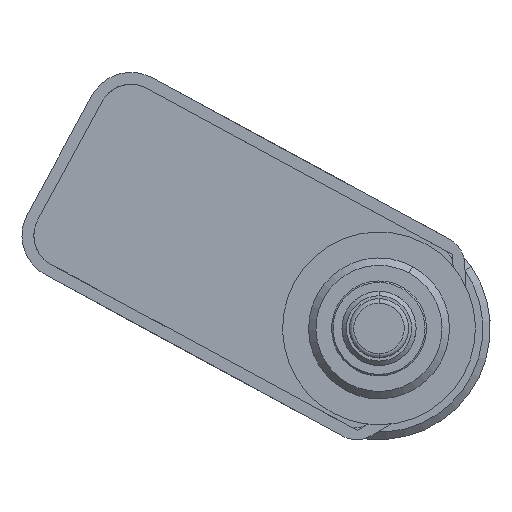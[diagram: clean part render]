
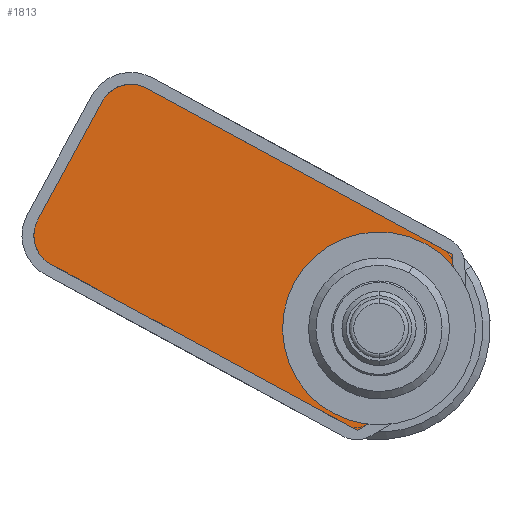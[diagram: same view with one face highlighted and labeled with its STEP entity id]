
A CAD part, left-side view. The second image highlights one B-rep face of the part: STEP entity #1813.
In plain terms, the highlighted face is planar.
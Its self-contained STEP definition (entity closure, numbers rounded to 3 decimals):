
#118 = B_SPLINE_CURVE_WITH_KNOTS ( 'NONE', 3,
 ( #5093, #7767, #3221, #1177, #7052, #7709, #8354, #4429, #5741, #1376, #4027, #2041, #5957, #2648, #5907, #6555, #7046, #1350, #7194, #4006 ),
 .UNSPECIFIED., .F., .F.,
 ( 4, 1, 1, 1, 2, 2, 2, 1, 1, 1, 2, 2, 4 ),
 ( 0., 0.125, 0.188, 0.219, 0.234, 0.25, 0.5, 0.625, 0.688, 0.719, 0.734, 0.75, 1. ),
 .UNSPECIFIED. ) ;
#181 = CARTESIAN_POINT ( 'NONE',  ( -119.719, -35.926, -61.098 ) ) ;
#205 = CARTESIAN_POINT ( 'NONE',  ( -119.773, -35.926, -60.933 ) ) ;
#305 = CARTESIAN_POINT ( 'NONE',  ( -94.16, -35.926, -49.053 ) ) ;
#440 = DIRECTION ( 'NONE',  ( -0.5, 0., 0.866 ) ) ;
#862 = CARTESIAN_POINT ( 'NONE',  ( -119.582, -35.926, -61.445 ) ) ;
#873 = EDGE_CURVE ( 'NONE', #975, #3661, #2282, .T. ) ;
#975 = VERTEX_POINT ( 'NONE', #7563 ) ;
#997 = FACE_OUTER_BOUND ( 'NONE', #4170, .T. ) ;
#1004 = CARTESIAN_POINT ( 'NONE',  ( -117.648, -35.926, -49.053 ) ) ;
#1012 = CARTESIAN_POINT ( 'NONE',  ( -90.263, -35.926, -55.803 ) ) ;
#1177 = CARTESIAN_POINT ( 'NONE',  ( -118.229, -35.926, -49.129 ) ) ;
#1185 = LINE ( 'NONE', #3602, #5165 ) ;
#1264 = EDGE_CURVE ( 'NONE', #7109, #975, #7935, .T. ) ;
#1350 = CARTESIAN_POINT ( 'NONE',  ( -119.797, -35.926, -50.703 ) ) ;
#1376 = CARTESIAN_POINT ( 'NONE',  ( -118.989, -35.926, -49.483 ) ) ;
#1388 = VECTOR ( 'NONE', #5528, 1000. ) ;
#1417 = CARTESIAN_POINT ( 'NONE',  ( -119.097, -35.926, -62.016 ) ) ;
#1535 = CARTESIAN_POINT ( 'NONE',  ( -119.848, -35.926, -60.353 ) ) ;
#1813 = ADVANCED_FACE ( 'NONE', ( #997 ), #5055, .T. ) ;
#1838 = LINE ( 'NONE', #1004, #3971 ) ;
#2041 = CARTESIAN_POINT ( 'NONE',  ( -119.453, -35.926, -49.978 ) ) ;
#2100 = CARTESIAN_POINT ( 'NONE',  ( -119.829, -35.926, -60.699 ) ) ;
#2157 = CARTESIAN_POINT ( 'NONE',  ( -117.929, -35.926, -62.553 ) ) ;
#2282 = B_SPLINE_CURVE_WITH_KNOTS ( 'NONE', 3,
 ( #1535, #2859, #2100, #205, #7339, #181, #4776, #5345, #862, #7422, #1417, #3514, #6055, #4099, #4072, #2796, #8077, #5967, #2157, #2770 ),
 .UNSPECIFIED., .F., .F.,
 ( 4, 1, 1, 1, 2, 2, 2, 1, 1, 1, 2, 2, 4 ),
 ( 0., 0.125, 0.187, 0.219, 0.234, 0.25, 0.5, 0.625, 0.688, 0.719, 0.734, 0.75, 1. ),
 .UNSPECIFIED. ) ;
#2462 = CARTESIAN_POINT ( 'NONE',  ( -119.848, -35.926, -51.253 ) ) ;
#2648 = CARTESIAN_POINT ( 'NONE',  ( -119.642, -35.926, -50.321 ) ) ;
#2770 = CARTESIAN_POINT ( 'NONE',  ( -117.648, -35.926, -62.553 ) ) ;
#2796 = CARTESIAN_POINT ( 'NONE',  ( -118.493, -35.926, -62.384 ) ) ;
#2859 = CARTESIAN_POINT ( 'NONE',  ( -119.848, -35.926, -60.493 ) ) ;
#2869 = ORIENTED_EDGE ( 'NONE', *, *, #7831, .T. ) ;
#3101 = VERTEX_POINT ( 'NONE', #6011 ) ;
#3200 = CARTESIAN_POINT ( 'NONE',  ( -117.648, -35.926, -49.053 ) ) ;
#3221 = CARTESIAN_POINT ( 'NONE',  ( -117.995, -35.926, -49.072 ) ) ;
#3393 = VERTEX_POINT ( 'NONE', #3810 ) ;
#3471 = EDGE_CURVE ( 'NONE', #7892, #7109, #118, .T. ) ;
#3514 = CARTESIAN_POINT ( 'NONE',  ( -118.923, -35.926, -62.158 ) ) ;
#3602 = CARTESIAN_POINT ( 'NONE',  ( -117.648, -35.926, -62.553 ) ) ;
#3661 = VERTEX_POINT ( 'NONE', #5246 ) ;
#3805 = ORIENTED_EDGE ( 'NONE', *, *, #873, .T. ) ;
#3810 = CARTESIAN_POINT ( 'NONE',  ( -94.16, -35.926, -62.553 ) ) ;
#3839 = CARTESIAN_POINT ( 'NONE',  ( -119.848, -35.926, -51.253 ) ) ;
#3971 = VECTOR ( 'NONE', #4378, 1000. ) ;
#4006 = CARTESIAN_POINT ( 'NONE',  ( -119.848, -35.926, -51.253 ) ) ;
#4027 = CARTESIAN_POINT ( 'NONE',  ( -119.311, -35.926, -49.805 ) ) ;
#4072 = CARTESIAN_POINT ( 'NONE',  ( -118.528, -35.926, -62.369 ) ) ;
#4099 = CARTESIAN_POINT ( 'NONE',  ( -118.58, -35.926, -62.347 ) ) ;
#4170 = EDGE_LOOP ( 'NONE', ( #4449, #3805, #2869, #5937, #5585, #4568, #7058 ) ) ;
#4378 = DIRECTION ( 'NONE',  ( -1., 0., 0. ) ) ;
#4397 = DIRECTION ( 'NONE',  ( 1., 0., 0. ) ) ;
#4429 = CARTESIAN_POINT ( 'NONE',  ( -118.441, -35.926, -49.2 ) ) ;
#4449 = ORIENTED_EDGE ( 'NONE', *, *, #1264, .T. ) ;
#4568 = ORIENTED_EDGE ( 'NONE', *, *, #8221, .T. ) ;
#4659 = VECTOR ( 'NONE', #440, 1000. ) ;
#4776 = CARTESIAN_POINT ( 'NONE',  ( -119.707, -35.926, -61.13 ) ) ;
#5055 = PLANE ( 'NONE',  #7037 ) ;
#5092 = DIRECTION ( 'NONE',  ( 0., 0., -1. ) ) ;
#5093 = CARTESIAN_POINT ( 'NONE',  ( -117.648, -35.926, -49.053 ) ) ;
#5165 = VECTOR ( 'NONE', #6925, 1000. ) ;
#5246 = CARTESIAN_POINT ( 'NONE',  ( -117.648, -35.926, -62.553 ) ) ;
#5345 = CARTESIAN_POINT ( 'NONE',  ( -119.701, -35.926, -61.145 ) ) ;
#5528 = DIRECTION ( 'NONE',  ( 0.5, 0., 0.866 ) ) ;
#5585 = ORIENTED_EDGE ( 'NONE', *, *, #7789, .T. ) ;
#5666 = LINE ( 'NONE', #1012, #4659 ) ;
#5741 = CARTESIAN_POINT ( 'NONE',  ( -118.74, -35.926, -49.319 ) ) ;
#5907 = CARTESIAN_POINT ( 'NONE',  ( -119.665, -35.926, -50.373 ) ) ;
#5937 = ORIENTED_EDGE ( 'NONE', *, *, #7247, .T. ) ;
#5957 = CARTESIAN_POINT ( 'NONE',  ( -119.585, -35.926, -50.203 ) ) ;
#5967 = CARTESIAN_POINT ( 'NONE',  ( -118.199, -35.926, -62.501 ) ) ;
#6011 = CARTESIAN_POINT ( 'NONE',  ( -90.263, -35.926, -55.803 ) ) ;
#6055 = CARTESIAN_POINT ( 'NONE',  ( -118.698, -35.926, -62.289 ) ) ;
#6183 = VECTOR ( 'NONE', #5092, 1000. ) ;
#6185 = LINE ( 'NONE', #6621, #1388 ) ;
#6555 = CARTESIAN_POINT ( 'NONE',  ( -119.68, -35.926, -50.408 ) ) ;
#6621 = CARTESIAN_POINT ( 'NONE',  ( -94.16, -35.926, -62.553 ) ) ;
#6925 = DIRECTION ( 'NONE',  ( 1., 0., 0. ) ) ;
#6979 = VERTEX_POINT ( 'NONE', #305 ) ;
#7037 = AXIS2_PLACEMENT_3D ( 'NONE', #7697, #8293, #4397 ) ;
#7046 = CARTESIAN_POINT ( 'NONE',  ( -119.687, -35.926, -50.427 ) ) ;
#7052 = CARTESIAN_POINT ( 'NONE',  ( -118.344, -35.926, -49.165 ) ) ;
#7058 = ORIENTED_EDGE ( 'NONE', *, *, #3471, .T. ) ;
#7109 = VERTEX_POINT ( 'NONE', #2462 ) ;
#7194 = CARTESIAN_POINT ( 'NONE',  ( -119.848, -35.926, -50.973 ) ) ;
#7247 = EDGE_CURVE ( 'NONE', #3393, #3101, #6185, .T. ) ;
#7339 = CARTESIAN_POINT ( 'NONE',  ( -119.736, -35.926, -61.048 ) ) ;
#7422 = CARTESIAN_POINT ( 'NONE',  ( -119.418, -35.926, -61.694 ) ) ;
#7563 = CARTESIAN_POINT ( 'NONE',  ( -119.848, -35.926, -60.353 ) ) ;
#7697 = CARTESIAN_POINT ( 'NONE',  ( -117.648, -35.926, -51.253 ) ) ;
#7709 = CARTESIAN_POINT ( 'NONE',  ( -118.393, -35.926, -49.183 ) ) ;
#7767 = CARTESIAN_POINT ( 'NONE',  ( -117.788, -35.926, -49.053 ) ) ;
#7789 = EDGE_CURVE ( 'NONE', #3101, #6979, #5666, .T. ) ;
#7831 = EDGE_CURVE ( 'NONE', #3661, #3393, #1185, .T. ) ;
#7892 = VERTEX_POINT ( 'NONE', #3200 ) ;
#7935 = LINE ( 'NONE', #3839, #6183 ) ;
#8077 = CARTESIAN_POINT ( 'NONE',  ( -118.474, -35.926, -62.392 ) ) ;
#8221 = EDGE_CURVE ( 'NONE', #6979, #7892, #1838, .T. ) ;
#8293 = DIRECTION ( 'NONE',  ( 0., -1., 0. ) ) ;
#8354 = CARTESIAN_POINT ( 'NONE',  ( -118.426, -35.926, -49.195 ) ) ;
